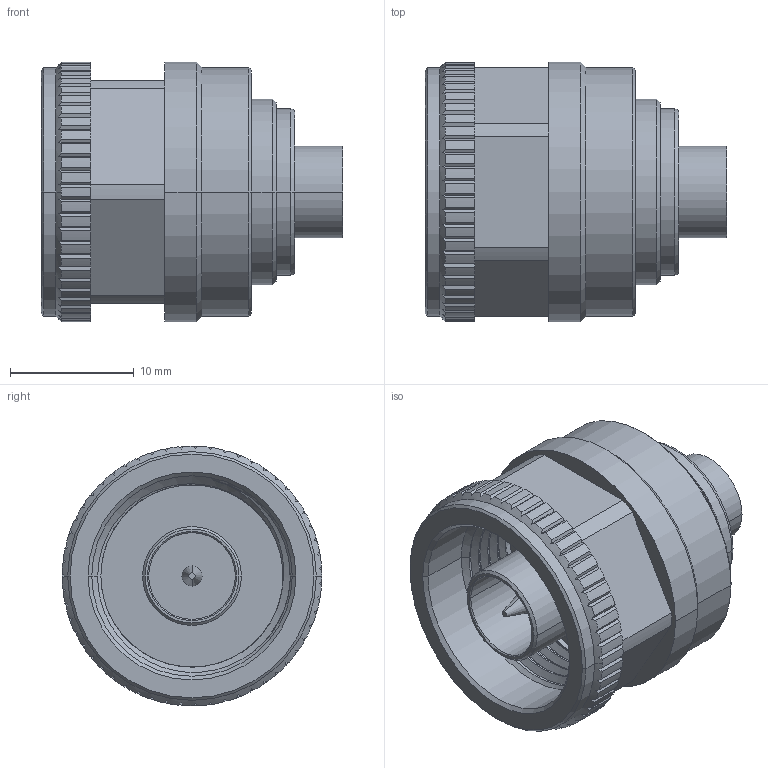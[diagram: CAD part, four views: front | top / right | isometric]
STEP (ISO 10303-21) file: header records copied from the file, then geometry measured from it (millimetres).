
FILE_DESCRIPTION((''),'2;1');
FILE_NAME('172139-11_SW0003','2020-07-29T13:45:23',('Lokesh'),(''),'CREO PARAMETRIC BY PTC INC, 2019444','CREO PARAMETRIC BY PTC INC, 2019444','');
FILE_SCHEMA(('CONFIG_CONTROL_DESIGN'));
Length unit declared in the file: millimetre
Products named in the file (1): 172139-11_SW0003
Bounding box: 24.4 x 21 x 21 mm (x, y, z)
Volume: 4085.2 mm3; surface area: 4211.9 mm2
Topology: 1 solids, 1 shells, 285 faces, 767 edges, 499 vertices
Faces by surface type: plane 140, cylinder 107, cone 32, bspline 6
Entity records: 11182 total; most frequent: CARTESIAN_POINT 4056, ORIENTED_EDGE 1534, DIRECTION 1428, EDGE_CURVE 767, AXIS2_PLACEMENT_3D 517, VERTEX_POINT 499, VECTOR 394, LINE 394
